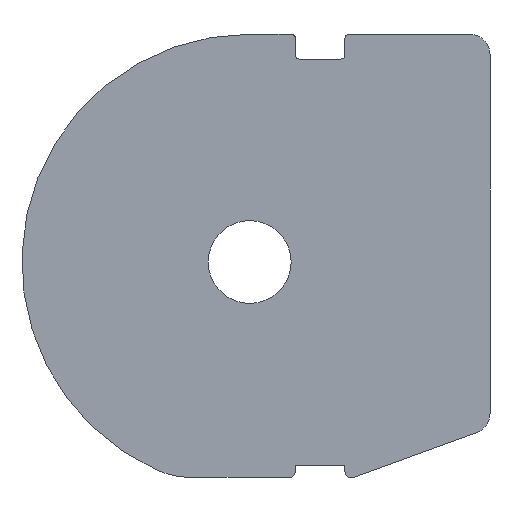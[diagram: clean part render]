
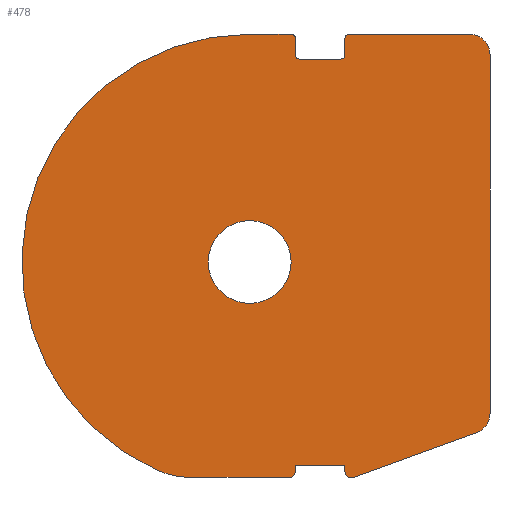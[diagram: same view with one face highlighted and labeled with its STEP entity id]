
A CAD part, left-side view. The second image highlights one B-rep face of the part: STEP entity #478.
In plain terms, the highlighted planar face has unit normal (-1, 0, 0).
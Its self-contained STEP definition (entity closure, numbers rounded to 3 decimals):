
#15=FACE_BOUND('',#60,.T.);
#19=PLANE('',#508);
#33=FACE_OUTER_BOUND('',#59,.T.);
#59=EDGE_LOOP('',(#329,#330,#331,#332,#333,#334,#335,#336,#337,#338,#339,
#340,#341,#342,#343,#344,#345,#346,#347,#348,#349,#350,#351));
#60=EDGE_LOOP('',(#352));
#88=LINE('',#719,#133);
#91=LINE('',#725,#136);
#92=LINE('',#729,#137);
#93=LINE('',#733,#138);
#94=LINE('',#737,#139);
#95=LINE('',#741,#140);
#96=LINE('',#745,#141);
#97=LINE('',#749,#142);
#98=LINE('',#753,#143);
#99=LINE('',#757,#144);
#100=LINE('',#761,#145);
#133=VECTOR('',#568,23.677);
#136=VECTOR('',#573,1.);
#137=VECTOR('',#576,11.);
#138=VECTOR('',#579,1.097);
#139=VECTOR('',#582,31.603);
#140=VECTOR('',#585,86.499);
#141=VECTOR('',#588,29.);
#142=VECTOR('',#591,4.);
#143=VECTOR('',#594,10.);
#144=VECTOR('',#597,4.);
#145=VECTOR('',#600,10.);
#177=CIRCLE('',#506,1.5);
#178=CIRCLE('',#509,0.5);
#179=CIRCLE('',#510,0.5);
#180=CIRCLE('',#511,1.5);
#181=CIRCLE('',#512,5.);
#182=CIRCLE('',#513,5.);
#183=CIRCLE('',#514,1.);
#184=CIRCLE('',#515,1.);
#185=CIRCLE('',#516,1.);
#186=CIRCLE('',#517,1.);
#187=CIRCLE('',#518,55.);
#188=CIRCLE('',#519,20.);
#189=CIRCLE('',#520,10.);
#204=VERTEX_POINT('',#712);
#205=VERTEX_POINT('',#714);
#206=VERTEX_POINT('',#718);
#208=VERTEX_POINT('',#724);
#209=VERTEX_POINT('',#726);
#210=VERTEX_POINT('',#728);
#211=VERTEX_POINT('',#730);
#212=VERTEX_POINT('',#732);
#213=VERTEX_POINT('',#734);
#214=VERTEX_POINT('',#736);
#215=VERTEX_POINT('',#738);
#216=VERTEX_POINT('',#740);
#217=VERTEX_POINT('',#742);
#218=VERTEX_POINT('',#744);
#219=VERTEX_POINT('',#746);
#220=VERTEX_POINT('',#748);
#221=VERTEX_POINT('',#750);
#222=VERTEX_POINT('',#752);
#223=VERTEX_POINT('',#754);
#224=VERTEX_POINT('',#756);
#225=VERTEX_POINT('',#758);
#226=VERTEX_POINT('',#760);
#227=VERTEX_POINT('',#762);
#228=VERTEX_POINT('',#765);
#252=EDGE_CURVE('',#204,#205,#177,.T.);
#254=EDGE_CURVE('',#205,#206,#88,.T.);
#257=EDGE_CURVE('',#208,#204,#91,.T.);
#258=EDGE_CURVE('',#209,#208,#178,.T.);
#259=EDGE_CURVE('',#210,#209,#92,.T.);
#260=EDGE_CURVE('',#211,#210,#179,.T.);
#261=EDGE_CURVE('',#212,#211,#93,.T.);
#262=EDGE_CURVE('',#213,#212,#180,.T.);
#263=EDGE_CURVE('',#214,#213,#94,.T.);
#264=EDGE_CURVE('',#215,#214,#181,.T.);
#265=EDGE_CURVE('',#216,#215,#95,.T.);
#266=EDGE_CURVE('',#217,#216,#182,.T.);
#267=EDGE_CURVE('',#218,#217,#96,.T.);
#268=EDGE_CURVE('',#219,#218,#183,.T.);
#269=EDGE_CURVE('',#220,#219,#97,.T.);
#270=EDGE_CURVE('',#221,#220,#184,.T.);
#271=EDGE_CURVE('',#222,#221,#98,.T.);
#272=EDGE_CURVE('',#223,#222,#185,.T.);
#273=EDGE_CURVE('',#224,#223,#99,.T.);
#274=EDGE_CURVE('',#225,#224,#186,.T.);
#275=EDGE_CURVE('',#226,#225,#100,.T.);
#276=EDGE_CURVE('',#227,#226,#187,.T.);
#277=EDGE_CURVE('',#206,#227,#188,.T.);
#278=EDGE_CURVE('',#228,#228,#189,.T.);
#329=ORIENTED_EDGE('',*,*,#252,.F.);
#330=ORIENTED_EDGE('',*,*,#257,.F.);
#331=ORIENTED_EDGE('',*,*,#258,.F.);
#332=ORIENTED_EDGE('',*,*,#259,.F.);
#333=ORIENTED_EDGE('',*,*,#260,.F.);
#334=ORIENTED_EDGE('',*,*,#261,.F.);
#335=ORIENTED_EDGE('',*,*,#262,.F.);
#336=ORIENTED_EDGE('',*,*,#263,.F.);
#337=ORIENTED_EDGE('',*,*,#264,.F.);
#338=ORIENTED_EDGE('',*,*,#265,.F.);
#339=ORIENTED_EDGE('',*,*,#266,.F.);
#340=ORIENTED_EDGE('',*,*,#267,.F.);
#341=ORIENTED_EDGE('',*,*,#268,.F.);
#342=ORIENTED_EDGE('',*,*,#269,.F.);
#343=ORIENTED_EDGE('',*,*,#270,.F.);
#344=ORIENTED_EDGE('',*,*,#271,.F.);
#345=ORIENTED_EDGE('',*,*,#272,.F.);
#346=ORIENTED_EDGE('',*,*,#273,.F.);
#347=ORIENTED_EDGE('',*,*,#274,.F.);
#348=ORIENTED_EDGE('',*,*,#275,.F.);
#349=ORIENTED_EDGE('',*,*,#276,.F.);
#350=ORIENTED_EDGE('',*,*,#277,.F.);
#351=ORIENTED_EDGE('',*,*,#254,.F.);
#352=ORIENTED_EDGE('',*,*,#278,.T.);
#478=ADVANCED_FACE('',(#33,#15),#19,.F.);
#506=AXIS2_PLACEMENT_3D('',#715,#563,#564);
#508=AXIS2_PLACEMENT_3D('',#723,#571,#572);
#509=AXIS2_PLACEMENT_3D('',#727,#574,#575);
#510=AXIS2_PLACEMENT_3D('',#731,#577,#578);
#511=AXIS2_PLACEMENT_3D('',#735,#580,#581);
#512=AXIS2_PLACEMENT_3D('',#739,#583,#584);
#513=AXIS2_PLACEMENT_3D('',#743,#586,#587);
#514=AXIS2_PLACEMENT_3D('',#747,#589,#590);
#515=AXIS2_PLACEMENT_3D('',#751,#592,#593);
#516=AXIS2_PLACEMENT_3D('',#755,#595,#596);
#517=AXIS2_PLACEMENT_3D('',#759,#598,#599);
#518=AXIS2_PLACEMENT_3D('',#763,#601,#602);
#519=AXIS2_PLACEMENT_3D('',#764,#603,#604);
#520=AXIS2_PLACEMENT_3D('',#766,#605,#606);
#563=DIRECTION('center_axis',(1.,0.,0.));
#564=DIRECTION('ref_axis',(0.,-0.707,-0.707));
#568=DIRECTION('',(0.,1.,0.));
#571=DIRECTION('center_axis',(1.,0.,0.));
#572=DIRECTION('ref_axis',(0.,0.,-1.));
#573=DIRECTION('',(0.,0.,-1.));
#574=DIRECTION('center_axis',(-1.,0.,0.));
#575=DIRECTION('ref_axis',(0.,-1.,0.));
#576=DIRECTION('',(0.,1.,0.));
#577=DIRECTION('center_axis',(-1.,0.,0.));
#578=DIRECTION('ref_axis',(0.,0.,-1.));
#579=DIRECTION('',(0.,0.,1.));
#580=DIRECTION('center_axis',(1.,0.,0.));
#581=DIRECTION('ref_axis',(0.,0.574,-0.819));
#582=DIRECTION('',(0.,0.94,-0.342));
#583=DIRECTION('center_axis',(1.,0.,0.));
#584=DIRECTION('ref_axis',(0.,-0.819,-0.574));
#585=DIRECTION('',(0.,0.,-1.));
#586=DIRECTION('center_axis',(1.,0.,0.));
#587=DIRECTION('ref_axis',(0.,0.,1.));
#588=DIRECTION('',(0.,-1.,0.));
#589=DIRECTION('center_axis',(1.,0.,0.));
#590=DIRECTION('ref_axis',(0.,1.,0.));
#591=DIRECTION('',(0.,0.,1.));
#592=DIRECTION('center_axis',(-1.,0.,0.));
#593=DIRECTION('ref_axis',(0.,1.,0.));
#594=DIRECTION('',(0.,-1.,0.));
#595=DIRECTION('center_axis',(-1.,0.,0.));
#596=DIRECTION('ref_axis',(0.,0.,1.));
#597=DIRECTION('',(0.,0.,-1.));
#598=DIRECTION('center_axis',(1.,0.,0.));
#599=DIRECTION('ref_axis',(0.,0.,1.));
#600=DIRECTION('',(0.,-1.,0.));
#601=DIRECTION('center_axis',(1.,0.,0.));
#602=DIRECTION('ref_axis',(0.,0.405,-0.914));
#603=DIRECTION('center_axis',(1.,0.,0.));
#604=DIRECTION('ref_axis',(0.,0.,-1.));
#605=DIRECTION('center_axis',(1.,0.,0.));
#606=DIRECTION('ref_axis',(0.,-1.,0.));
#712=CARTESIAN_POINT('',(0.,-11.,-50.5));
#714=CARTESIAN_POINT('',(0.,-9.5,-52.));
#715=CARTESIAN_POINT('Origin',(0.,-9.5,-50.5));
#718=CARTESIAN_POINT('',(0.,14.177,-52.));
#719=CARTESIAN_POINT('',(0.,-11.,-52.));
#723=CARTESIAN_POINT('Origin',(0.,-12.405,2.05));
#724=CARTESIAN_POINT('',(0.,-11.,-49.5));
#725=CARTESIAN_POINT('',(0.,-11.,-49.5));
#726=CARTESIAN_POINT('',(0.,-11.5,-49.));
#727=CARTESIAN_POINT('Origin',(0.,-11.5,-49.5));
#728=CARTESIAN_POINT('',(0.,-22.5,-49.));
#729=CARTESIAN_POINT('',(0.,-22.5,-49.));
#730=CARTESIAN_POINT('',(0.,-23.,-49.5));
#731=CARTESIAN_POINT('Origin',(0.,-22.5,-49.5));
#732=CARTESIAN_POINT('',(0.,-23.,-50.597));
#733=CARTESIAN_POINT('',(0.,-23.,-52.739));
#734=CARTESIAN_POINT('',(0.,-25.013,-52.006));
#735=CARTESIAN_POINT('Origin',(0.,-24.5,-50.597));
#736=CARTESIAN_POINT('',(0.,-54.71,-41.197));
#737=CARTESIAN_POINT('',(0.,-58.,-40.));
#738=CARTESIAN_POINT('',(0.,-58.,-36.499));
#739=CARTESIAN_POINT('Origin',(0.,-53.,-36.499));
#740=CARTESIAN_POINT('',(0.,-58.,50.));
#741=CARTESIAN_POINT('',(0.,-58.,0.));
#742=CARTESIAN_POINT('',(0.,-53.,55.));
#743=CARTESIAN_POINT('Origin',(0.,-53.,50.));
#744=CARTESIAN_POINT('',(0.,-24.,55.));
#745=CARTESIAN_POINT('',(0.,-24.,55.));
#746=CARTESIAN_POINT('',(0.,-23.,54.));
#747=CARTESIAN_POINT('Origin',(0.,-24.,54.));
#748=CARTESIAN_POINT('',(0.,-23.,50.));
#749=CARTESIAN_POINT('',(0.,-23.,50.));
#750=CARTESIAN_POINT('',(0.,-22.,49.));
#751=CARTESIAN_POINT('Origin',(0.,-22.,50.));
#752=CARTESIAN_POINT('',(0.,-12.,49.));
#753=CARTESIAN_POINT('',(0.,-12.,49.));
#754=CARTESIAN_POINT('',(0.,-11.,50.));
#755=CARTESIAN_POINT('Origin',(0.,-12.,50.));
#756=CARTESIAN_POINT('',(0.,-11.,54.));
#757=CARTESIAN_POINT('',(0.,-11.,54.));
#758=CARTESIAN_POINT('',(0.,-10.,55.));
#759=CARTESIAN_POINT('Origin',(0.,-10.,54.));
#760=CARTESIAN_POINT('',(0.,0.,55.));
#761=CARTESIAN_POINT('',(0.,0.,55.));
#762=CARTESIAN_POINT('',(0.,22.279,-50.286));
#763=CARTESIAN_POINT('Origin',(0.,0.,0.));
#764=CARTESIAN_POINT('Origin',(0.,14.177,-32.));
#765=CARTESIAN_POINT('',(0.,10.,0.));
#766=CARTESIAN_POINT('Origin',(0.,0.,0.));
